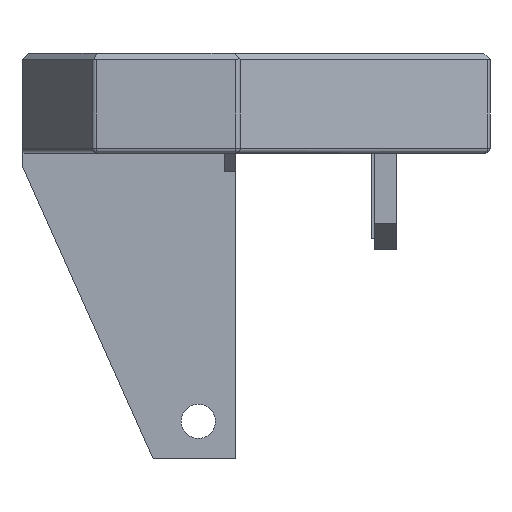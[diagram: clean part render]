
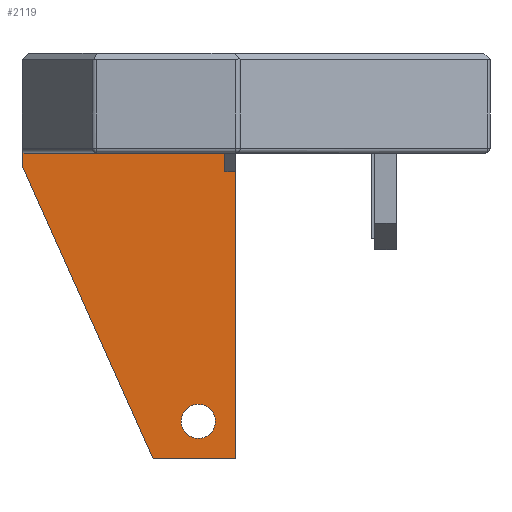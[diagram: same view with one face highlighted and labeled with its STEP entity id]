
A CAD part, left-side view. The second image highlights one B-rep face of the part: STEP entity #2119.
In plain terms, the highlighted planar face has unit normal (-1, 0, 0).
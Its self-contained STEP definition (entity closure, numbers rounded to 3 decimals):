
#4 = LINE ( 'NONE', #3210, #643 ) ;
#7 = LINE ( 'NONE', #957, #295 ) ;
#38 = EDGE_CURVE ( 'NONE', #498, #1236, #4, .T. ) ;
#53 = CARTESIAN_POINT ( 'NONE',  ( -18.75, -2.25, -14.5 ) ) ;
#119 = CARTESIAN_POINT ( 'NONE',  ( -18.75, 29.836, -16. ) ) ;
#128 = DIRECTION ( 'NONE',  ( -1., 0., 0. ) ) ;
#137 = LINE ( 'NONE', #1739, #1468 ) ;
#222 = VERTEX_POINT ( 'NONE', #3136 ) ;
#282 = VERTEX_POINT ( 'NONE', #1859 ) ;
#295 = VECTOR ( 'NONE', #2644, 1000. ) ;
#324 = DIRECTION ( 'NONE',  ( 0., 0., -1. ) ) ;
#369 = CARTESIAN_POINT ( 'NONE',  ( -18.75, -2.25, -14.5 ) ) ;
#382 = AXIS2_PLACEMENT_3D ( 'NONE', #2261, #128, #1951 ) ;
#452 = EDGE_CURVE ( 'NONE', #1353, #3654, #3705, .T. ) ;
#498 = VERTEX_POINT ( 'NONE', #3333 ) ;
#502 = EDGE_CURVE ( 'NONE', #3654, #498, #1440, .T. ) ;
#531 = ORIENTED_EDGE ( 'NONE', *, *, #452, .T. ) ;
#552 = DIRECTION ( 'NONE',  ( -1., 0., 0. ) ) ;
#640 = LINE ( 'NONE', #1640, #3888 ) ;
#643 = VECTOR ( 'NONE', #3523, 1000. ) ;
#649 = DIRECTION ( 'NONE',  ( 0., 1., 0. ) ) ;
#684 = DIRECTION ( 'NONE',  ( 0., 0., -1. ) ) ;
#720 = VERTEX_POINT ( 'NONE', #2153 ) ;
#754 = ORIENTED_EDGE ( 'NONE', *, *, #3560, .T. ) ;
#816 = CIRCLE ( 'NONE', #3679, 2.728 ) ;
#862 = DIRECTION ( 'NONE',  ( 0., 0., 1. ) ) ;
#957 = CARTESIAN_POINT ( 'NONE',  ( -18.75, 18.25, -14.5 ) ) ;
#977 = FACE_BOUND ( 'NONE', #2276, .T. ) ;
#1028 = EDGE_CURVE ( 'NONE', #2789, #3031, #7, .T. ) ;
#1045 = EDGE_CURVE ( 'NONE', #3031, #2025, #3905, .T. ) ;
#1127 = EDGE_CURVE ( 'NONE', #282, #720, #137, .T. ) ;
#1174 = CARTESIAN_POINT ( 'NONE',  ( -18.75, 30.25, -15.913 ) ) ;
#1232 = EDGE_CURVE ( 'NONE', #222, #3915, #816, .T. ) ;
#1236 = VERTEX_POINT ( 'NONE', #2133 ) ;
#1276 = ORIENTED_EDGE ( 'NONE', *, *, #3427, .F. ) ;
#1298 = VECTOR ( 'NONE', #2464, 1000. ) ;
#1353 = VERTEX_POINT ( 'NONE', #3883 ) ;
#1386 = DIRECTION ( 'NONE',  ( 0., 0., -1. ) ) ;
#1392 = CARTESIAN_POINT ( 'NONE',  ( -18.75, -4., -65. ) ) ;
#1440 = LINE ( 'NONE', #1392, #3435 ) ;
#1468 = VECTOR ( 'NONE', #1386, 1000. ) ;
#1475 = CARTESIAN_POINT ( 'NONE',  ( -18.75, 18.25, -14.5 ) ) ;
#1624 = CARTESIAN_POINT ( 'NONE',  ( -18.75, -2.25, -14.5 ) ) ;
#1640 = CARTESIAN_POINT ( 'NONE',  ( -18.75, -2.25, -14.5 ) ) ;
#1707 = VECTOR ( 'NONE', #3640, 1000. ) ;
#1739 = CARTESIAN_POINT ( 'NONE',  ( -18.75, 30.25, -16. ) ) ;
#1859 = CARTESIAN_POINT ( 'NONE',  ( -18.75, 30.25, -15.913 ) ) ;
#1902 = DIRECTION ( 'NONE',  ( 1., 0., 0. ) ) ;
#1931 = DIRECTION ( 'NONE',  ( 0., -1., 0. ) ) ;
#1951 = DIRECTION ( 'NONE',  ( 0., 0., 1. ) ) ;
#2025 = VERTEX_POINT ( 'NONE', #2725 ) ;
#2118 = DIRECTION ( 'NONE',  ( 0., 0., 1. ) ) ;
#2119 = ADVANCED_FACE ( 'NONE', ( #977, #3212 ), #2606, .F. ) ;
#2133 = CARTESIAN_POINT ( 'NONE',  ( -18.75, -2.25, -19. ) ) ;
#2153 = CARTESIAN_POINT ( 'NONE',  ( -18.75, 30.25, -18. ) ) ;
#2261 = CARTESIAN_POINT ( 'NONE',  ( -18.75, 2., -59. ) ) ;
#2276 = EDGE_LOOP ( 'NONE', ( #3689, #1276 ) ) ;
#2282 = ORIENTED_EDGE ( 'NONE', *, *, #502, .T. ) ;
#2342 = CARTESIAN_POINT ( 'NONE',  ( -18.75, 29.981, -16. ) ) ;
#2400 =( BOUNDED_CURVE ( )  B_SPLINE_CURVE ( 3, ( #119, #2342, #4046, #1174 ),
 .UNSPECIFIED., .F., .F. ) 
 B_SPLINE_CURVE_WITH_KNOTS ( ( 4, 4 ),
 ( 1.571, 2.057 ),
 .UNSPECIFIED. ) 
 CURVE ( )  GEOMETRIC_REPRESENTATION_ITEM ( )  RATIONAL_B_SPLINE_CURVE ( ( 1., 0.98, 0.98, 1. ) ) 
 REPRESENTATION_ITEM ( '' )  );
#2464 = DIRECTION ( 'NONE',  ( 0., -0.408, -0.913 ) ) ;
#2497 = CARTESIAN_POINT ( 'NONE',  ( -18.75, 2., -59. ) ) ;
#2606 = PLANE ( 'NONE',  #3748 ) ;
#2644 = DIRECTION ( 'NONE',  ( 0., 0., -1. ) ) ;
#2713 = ORIENTED_EDGE ( 'NONE', *, *, #3347, .F. ) ;
#2714 = EDGE_LOOP ( 'NONE', ( #2282, #3425, #2910, #2713, #3007, #3062, #3080, #2748, #754, #531 ) ) ;
#2725 = CARTESIAN_POINT ( 'NONE',  ( -18.75, 29.836, -16. ) ) ;
#2748 = ORIENTED_EDGE ( 'NONE', *, *, #1127, .T. ) ;
#2789 = VERTEX_POINT ( 'NONE', #1475 ) ;
#2903 = CARTESIAN_POINT ( 'NONE',  ( -18.75, 18.25, -16. ) ) ;
#2910 = ORIENTED_EDGE ( 'NONE', *, *, #4003, .F. ) ;
#3007 = ORIENTED_EDGE ( 'NONE', *, *, #1028, .T. ) ;
#3031 = VERTEX_POINT ( 'NONE', #2903 ) ;
#3046 = CARTESIAN_POINT ( 'NONE',  ( -18.75, 9.25, -65. ) ) ;
#3055 = VERTEX_POINT ( 'NONE', #53 ) ;
#3062 = ORIENTED_EDGE ( 'NONE', *, *, #1045, .T. ) ;
#3080 = ORIENTED_EDGE ( 'NONE', *, *, #3253, .T. ) ;
#3136 = CARTESIAN_POINT ( 'NONE',  ( -18.75, 2., -56.272 ) ) ;
#3209 = LINE ( 'NONE', #1624, #3824 ) ;
#3210 = CARTESIAN_POINT ( 'NONE',  ( -18.75, -2.25, -19. ) ) ;
#3212 = FACE_OUTER_BOUND ( 'NONE', #2714, .T. ) ;
#3253 = EDGE_CURVE ( 'NONE', #2025, #282, #2400, .T. ) ;
#3292 = CARTESIAN_POINT ( 'NONE',  ( -18.75, 2., -61.728 ) ) ;
#3333 = CARTESIAN_POINT ( 'NONE',  ( -18.75, -4., -19. ) ) ;
#3347 = EDGE_CURVE ( 'NONE', #2789, #3055, #640, .T. ) ;
#3379 = LINE ( 'NONE', #3687, #1298 ) ;
#3425 = ORIENTED_EDGE ( 'NONE', *, *, #38, .T. ) ;
#3427 = EDGE_CURVE ( 'NONE', #3915, #222, #3496, .T. ) ;
#3435 = VECTOR ( 'NONE', #2118, 1000. ) ;
#3496 = CIRCLE ( 'NONE', #382, 2.728 ) ;
#3523 = DIRECTION ( 'NONE',  ( 0., 1., 0. ) ) ;
#3560 = EDGE_CURVE ( 'NONE', #720, #1353, #3379, .T. ) ;
#3640 = DIRECTION ( 'NONE',  ( 0., -1., 0. ) ) ;
#3654 = VERTEX_POINT ( 'NONE', #4034 ) ;
#3679 = AXIS2_PLACEMENT_3D ( 'NONE', #2497, #552, #862 ) ;
#3687 = CARTESIAN_POINT ( 'NONE',  ( -18.75, 30.25, -18. ) ) ;
#3689 = ORIENTED_EDGE ( 'NONE', *, *, #1232, .F. ) ;
#3705 = LINE ( 'NONE', #3046, #1707 ) ;
#3745 = VECTOR ( 'NONE', #649, 1000. ) ;
#3748 = AXIS2_PLACEMENT_3D ( 'NONE', #369, #1902, #324 ) ;
#3824 = VECTOR ( 'NONE', #684, 1000. ) ;
#3883 = CARTESIAN_POINT ( 'NONE',  ( -18.75, 9.25, -65. ) ) ;
#3888 = VECTOR ( 'NONE', #1931, 1000. ) ;
#3905 = LINE ( 'NONE', #4075, #3745 ) ;
#3915 = VERTEX_POINT ( 'NONE', #3292 ) ;
#4003 = EDGE_CURVE ( 'NONE', #3055, #1236, #3209, .T. ) ;
#4034 = CARTESIAN_POINT ( 'NONE',  ( -18.75, -4., -65. ) ) ;
#4046 = CARTESIAN_POINT ( 'NONE',  ( -18.75, 30.122, -15.971 ) ) ;
#4075 = CARTESIAN_POINT ( 'NONE',  ( -18.75, -4., -16. ) ) ;
